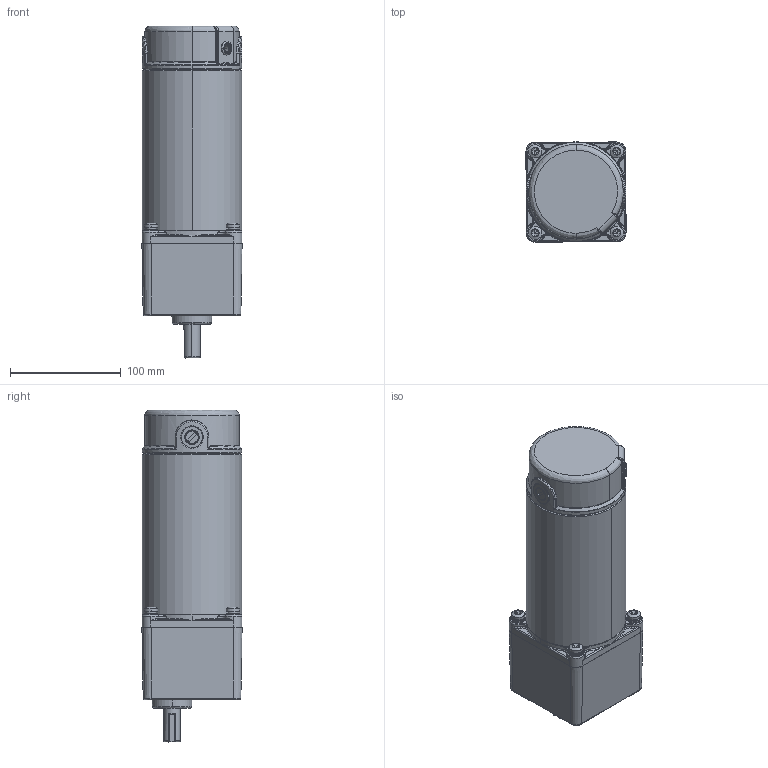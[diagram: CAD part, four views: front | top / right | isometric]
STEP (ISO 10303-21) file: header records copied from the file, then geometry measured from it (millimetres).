
FILE_DESCRIPTION (( 'STEP AP203' ), '1' );
FILE_NAME ('外径90配5GU齿轮箱-145机壳.STEP', '2021-07-13T01:51:57', ( '' ), ( '' ), 'SwSTEP 2.0', 'SolidWorks 2021', '' );
FILE_SCHEMA (( 'CONFIG_CONTROL_DESIGN' ));
Length unit declared in the file: millimetre
Products named in the file (8): T_1; PRT0002_3; PRT0003; L_1; 90-3_1; P_1; PRT0001_1; 外径90配5GU齿轮箱-145机壳
Assembly tree (20 placements, depth 2):
  外径90配5GU齿轮箱-145机壳
    L_1  x6
    P_1  x4
    PRT0001_1
    T_1  x6
    PRT0003
    PRT0002_3
    90-3_1
Bounding box: 90.38 x 90.38 x 299.5 mm (x, y, z)
Volume: 786611.6 mm3; surface area: 193251.6 mm2
Topology: 22 solids, 22 shells, 824 faces, 1973 edges, 1210 vertices
Faces by surface type: cylinder 268, cone 204, plane 179, bspline 173
Entity records: 29670 total; most frequent: CARTESIAN_POINT 17298, ORIENTED_EDGE 2578, DIRECTION 1977, EDGE_CURVE 1289, AXIS2_PLACEMENT_3D 804, VERTEX_POINT 795, EDGE_LOOP 594, FACE_OUTER_BOUND 537
